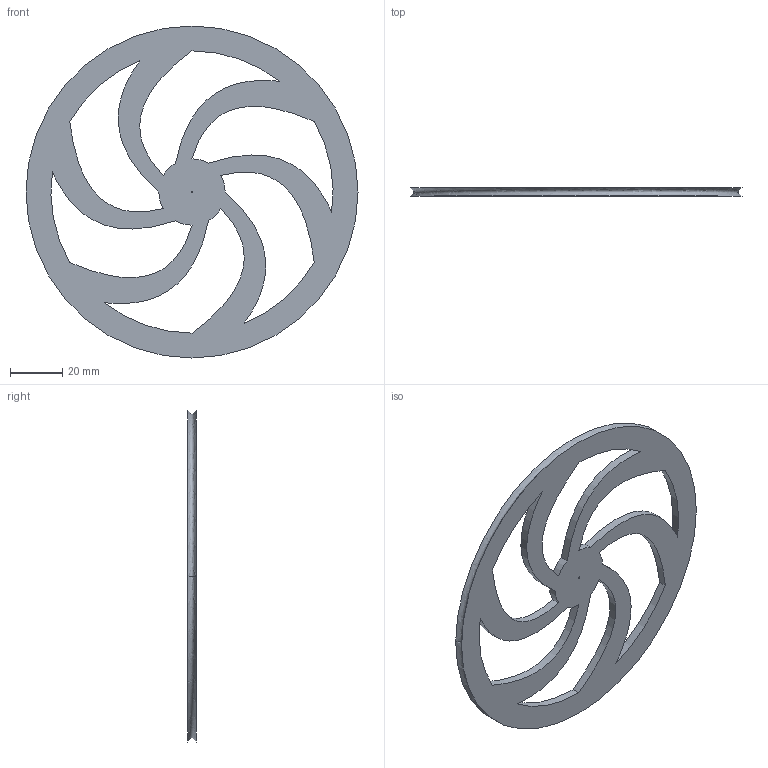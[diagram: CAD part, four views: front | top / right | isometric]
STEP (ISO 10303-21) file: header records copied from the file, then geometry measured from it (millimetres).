
FILE_DESCRIPTION (( 'STEP AP214' ), '1' );
FILE_NAME ('433Wheel.STEP', '2018-05-29T02:24:28', ( '' ), ( '' ), 'SwSTEP 2.0', 'SolidWorks 2017', '' );
FILE_SCHEMA (( 'AUTOMOTIVE_DESIGN' ));
Length unit declared in the file: inch
Products named in the file (1): 433Wheel
Bounding box: 127 x 3.17 x 127 mm (x, y, z)
Volume: 20671.6 mm3; surface area: 18709.9 mm2
Topology: 1 solids, 1 shells, 30 faces, 84 edges, 56 vertices
Faces by surface type: bspline 14, cylinder 14, plane 2
Entity records: 1086 total; most frequent: CARTESIAN_POINT 305, ORIENTED_EDGE 168, DIRECTION 124, EDGE_CURVE 84, VERTEX_POINT 56, AXIS2_PLACEMENT_3D 49, EDGE_LOOP 44, CIRCLE 32
